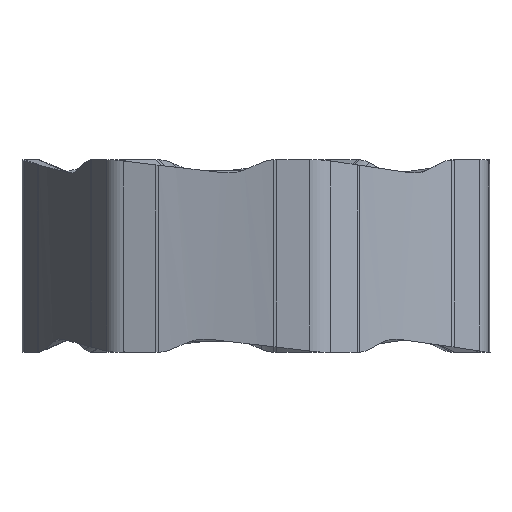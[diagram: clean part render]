
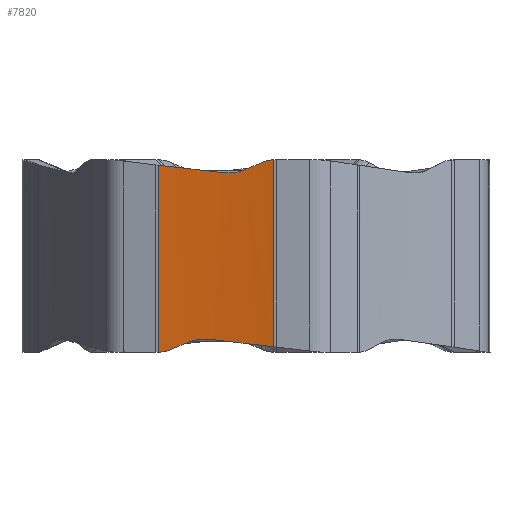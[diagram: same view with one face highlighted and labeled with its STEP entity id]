
A CAD part, left-side view. The second image highlights one B-rep face of the part: STEP entity #7820.
In plain terms, the highlighted cylindrical face has radius 39.24 mm (diameter 78.481 mm), a partial arc.
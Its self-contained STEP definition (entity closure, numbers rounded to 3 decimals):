
#1861=CARTESIAN_POINT('',(-6.925,-0.235,
-0.517));
#1873=CARTESIAN_POINT('',(-6.209,2.831,
-0.591));
#1874=CARTESIAN_POINT('',(-6.186,2.953,
-0.643));
#1875=CARTESIAN_POINT('',(-6.161,3.084,
-0.673));
#1876=CARTESIAN_POINT('',(-6.137,3.216,
-0.682));
#1881=DIRECTION('',(0.,0.,1.));
#1882=VECTOR('',#1881,5.599);
#1883=CARTESIAN_POINT('',(-6.925,-0.235,
-0.517));
#1884=LINE('',#1883,#1882);
#1888=CARTESIAN_POINT('',(-6.925,-0.235,
-0.517));
#1889=CARTESIAN_POINT('',(-6.878,-0.066,
-0.497));
#1890=CARTESIAN_POINT('',(-6.833,0.101,
-0.478));
#1891=CARTESIAN_POINT('',(-6.789,0.268,
-0.458));
#1896=CARTESIAN_POINT('',(-6.789,0.268,
-0.458));
#1897=CARTESIAN_POINT('',(-6.673,0.712,
-0.406));
#1898=CARTESIAN_POINT('',(-6.566,1.154,
-0.354));
#1899=CARTESIAN_POINT('',(-6.466,1.597,
-0.301));
#1904=CARTESIAN_POINT('',(-6.466,1.597,
-0.301));
#1905=CARTESIAN_POINT('',(-6.449,1.671,
-0.293));
#1906=CARTESIAN_POINT('',(-6.433,1.746,
-0.287));
#1907=CARTESIAN_POINT('',(-6.416,1.82,
-0.284));
#1912=CARTESIAN_POINT('',(-6.416,1.82,
-0.284));
#1913=CARTESIAN_POINT('',(-6.379,1.991,
-0.278));
#1914=CARTESIAN_POINT('',(-6.343,2.162,
-0.309));
#1915=CARTESIAN_POINT('',(-6.31,2.324,
-0.377));
#1920=CARTESIAN_POINT('',(-6.31,2.324,
-0.377));
#1921=CARTESIAN_POINT('',(-6.276,2.489,
-0.447));
#1922=CARTESIAN_POINT('',(-6.241,2.662,
-0.52));
#1923=CARTESIAN_POINT('',(-6.209,2.831,
-0.591));
#1928=CARTESIAN_POINT('',(-6.137,3.216,
-0.682));
#1936=DIRECTION('',(0.,0.,1.));
#1937=VECTOR('',#1936,5.599);
#1938=CARTESIAN_POINT('',(-6.137,3.216,
-0.682));
#1939=LINE('',#1938,#1937);
#2875=CARTESIAN_POINT('',(-6.822,0.144,
4.991));
#2876=CARTESIAN_POINT('',(-6.854,0.023,
5.043));
#2877=CARTESIAN_POINT('',(-6.889,-0.105,
5.073));
#2878=CARTESIAN_POINT('',(-6.925,-0.235,
5.082));
#2883=CARTESIAN_POINT('',(-6.693,0.644,
4.777));
#2884=CARTESIAN_POINT('',(-6.734,0.481,
4.847));
#2885=CARTESIAN_POINT('',(-6.778,0.309,
4.92));
#2886=CARTESIAN_POINT('',(-6.822,0.144,
4.991));
#2898=CARTESIAN_POINT('',(-6.571,1.144,4.684));
#2899=CARTESIAN_POINT('',(-6.611,0.974,
4.678));
#2900=CARTESIAN_POINT('',(-6.653,0.804,
4.709));
#2901=CARTESIAN_POINT('',(-6.693,0.644,
4.777));
#2913=CARTESIAN_POINT('',(-6.519,1.367,4.701));
#2914=CARTESIAN_POINT('',(-6.536,1.292,4.693));
#2915=CARTESIAN_POINT('',(-6.553,1.218,4.687));
#2916=CARTESIAN_POINT('',(-6.571,1.144,4.684));
#2928=CARTESIAN_POINT('',(-6.519,1.367,4.701));
#2929=CARTESIAN_POINT('',(-6.416,1.809,4.754));
#2930=CARTESIAN_POINT('',(-6.321,2.254,4.806));
#2931=CARTESIAN_POINT('',(-6.234,2.704,4.858));
#2943=CARTESIAN_POINT('',(-6.234,2.704,4.858));
#2944=CARTESIAN_POINT('',(-6.2,2.874,4.878));
#2945=CARTESIAN_POINT('',(-6.168,3.044,4.897));
#2946=CARTESIAN_POINT('',(-6.137,3.216,4.917));
#2958=CARTESIAN_POINT('',(-6.137,3.216,4.917));
#4835=VERTEX_POINT('',#2958);
#4836=VERTEX_POINT('',#2943);
#4837=VERTEX_POINT('',#2928);
#4838=VERTEX_POINT('',#2916);
#4839=VERTEX_POINT('',#2901);
#4840=VERTEX_POINT('',#2886);
#4841=VERTEX_POINT('',#2878);
#4877=VERTEX_POINT('',#1861);
#4879=VERTEX_POINT('',#1891);
#4880=VERTEX_POINT('',#1899);
#4881=VERTEX_POINT('',#1907);
#4882=VERTEX_POINT('',#1915);
#4883=VERTEX_POINT('',#1923);
#4895=VERTEX_POINT('',#1928);
#7792=CARTESIAN_POINT('',(-44.749,10.214,-1.3));
#7793=DIRECTION('',(0.,0.,1.));
#7794=DIRECTION('',(-0.901,-0.434,0.));
#7795=AXIS2_PLACEMENT_3D('',#7792,#7793,#7794);
#7796=CYLINDRICAL_SURFACE('',#7795,39.241);
#7797=ORIENTED_EDGE('',*,*,#5947,.T.);
#7799=ORIENTED_EDGE('',*,*,#7798,.T.);
#7801=ORIENTED_EDGE('',*,*,#7800,.F.);
#7803=ORIENTED_EDGE('',*,*,#7802,.F.);
#7805=ORIENTED_EDGE('',*,*,#7804,.T.);
#7807=ORIENTED_EDGE('',*,*,#7806,.T.);
#7809=ORIENTED_EDGE('',*,*,#7808,.T.);
#7811=ORIENTED_EDGE('',*,*,#7810,.T.);
#7812=ORIENTED_EDGE('',*,*,#7784,.F.);
#7813=ORIENTED_EDGE('',*,*,#5817,.T.);
#7814=ORIENTED_EDGE('',*,*,#5843,.T.);
#7815=ORIENTED_EDGE('',*,*,#5869,.T.);
#7816=ORIENTED_EDGE('',*,*,#5895,.T.);
#7817=ORIENTED_EDGE('',*,*,#5921,.T.);
#7818=EDGE_LOOP('',(#7797,#7799,#7801,#7803,#7805,#7807,#7809,#7811,#7812,#7813,
#7814,#7815,#7816,#7817));
#7819=FACE_OUTER_BOUND('',#7818,.F.);
#1877=B_SPLINE_CURVE_WITH_KNOTS('',3,(#1873,#1874,#1875,#1876),.UNSPECIFIED.,
.F.,.F.,(4,4),(0.,1.),.UNSPECIFIED.);
#1892=B_SPLINE_CURVE_WITH_KNOTS('',3,(#1888,#1889,#1890,#1891),.UNSPECIFIED.,
.F.,.F.,(4,4),(0.,1.),.UNSPECIFIED.);
#1900=B_SPLINE_CURVE_WITH_KNOTS('',3,(#1896,#1897,#1898,#1899),.UNSPECIFIED.,
.F.,.F.,(4,4),(0.,1.),.UNSPECIFIED.);
#1908=B_SPLINE_CURVE_WITH_KNOTS('',3,(#1904,#1905,#1906,#1907),.UNSPECIFIED.,
.F.,.F.,(4,4),(0.,1.),.UNSPECIFIED.);
#1916=B_SPLINE_CURVE_WITH_KNOTS('',3,(#1912,#1913,#1914,#1915),.UNSPECIFIED.,
.F.,.F.,(4,4),(0.,1.),.UNSPECIFIED.);
#1924=B_SPLINE_CURVE_WITH_KNOTS('',3,(#1920,#1921,#1922,#1923),.UNSPECIFIED.,
.F.,.F.,(4,4),(0.,1.),.UNSPECIFIED.);
#2879=B_SPLINE_CURVE_WITH_KNOTS('',3,(#2875,#2876,#2877,#2878),.UNSPECIFIED.,
.F.,.F.,(4,4),(0.,1.),.UNSPECIFIED.);
#2887=B_SPLINE_CURVE_WITH_KNOTS('',3,(#2883,#2884,#2885,#2886),.UNSPECIFIED.,
.F.,.F.,(4,4),(0.,1.),.UNSPECIFIED.);
#2902=B_SPLINE_CURVE_WITH_KNOTS('',3,(#2898,#2899,#2900,#2901),.UNSPECIFIED.,
.F.,.F.,(4,4),(0.,1.),.UNSPECIFIED.);
#2917=B_SPLINE_CURVE_WITH_KNOTS('',3,(#2913,#2914,#2915,#2916),.UNSPECIFIED.,
.F.,.F.,(4,4),(0.,1.),.UNSPECIFIED.);
#2932=B_SPLINE_CURVE_WITH_KNOTS('',3,(#2928,#2929,#2930,#2931),.UNSPECIFIED.,
.F.,.F.,(4,4),(0.,1.),.UNSPECIFIED.);
#2947=B_SPLINE_CURVE_WITH_KNOTS('',3,(#2943,#2944,#2945,#2946),.UNSPECIFIED.,
.F.,.F.,(4,4),(0.,1.),.UNSPECIFIED.);
#5817=EDGE_CURVE('',#4877,#4879,#1892,.T.);
#5843=EDGE_CURVE('',#4879,#4880,#1900,.T.);
#5869=EDGE_CURVE('',#4880,#4881,#1908,.T.);
#5895=EDGE_CURVE('',#4881,#4882,#1916,.T.);
#5921=EDGE_CURVE('',#4882,#4883,#1924,.T.);
#5947=EDGE_CURVE('',#4883,#4895,#1877,.T.);
#7784=EDGE_CURVE('',#4877,#4841,#1884,.T.);
#7798=EDGE_CURVE('',#4895,#4835,#1939,.T.);
#7800=EDGE_CURVE('',#4836,#4835,#2947,.T.);
#7802=EDGE_CURVE('',#4837,#4836,#2932,.T.);
#7804=EDGE_CURVE('',#4837,#4838,#2917,.T.);
#7806=EDGE_CURVE('',#4838,#4839,#2902,.T.);
#7808=EDGE_CURVE('',#4839,#4840,#2887,.T.);
#7810=EDGE_CURVE('',#4840,#4841,#2879,.T.);
#7820=ADVANCED_FACE('',(#7819),#7796,.F.);
